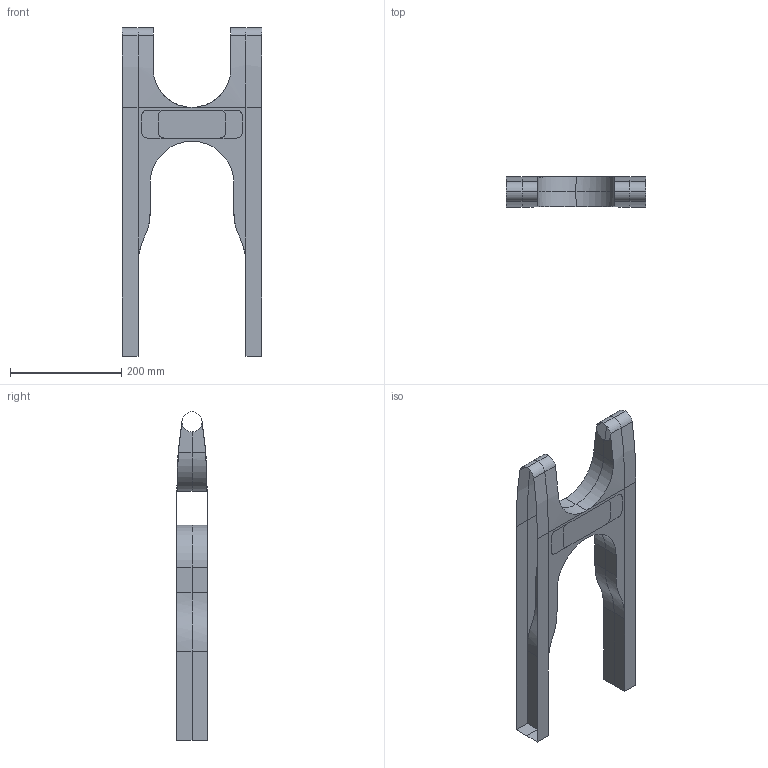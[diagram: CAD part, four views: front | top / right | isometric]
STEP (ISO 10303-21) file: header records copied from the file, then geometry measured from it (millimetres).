
FILE_DESCRIPTION (( 'STEP AP214' ), '1' );
FILE_NAME ('ver_5.STEP', '2020-09-10T18:17:14', ( '' ), ( '' ), 'SwSTEP 2.0', 'SolidWorks 2020', '' );
FILE_SCHEMA (( 'AUTOMOTIVE_DESIGN' ));
Length unit declared in the file: millimetre
Products named in the file (1): ver_5
Bounding box: 250 x 54 x 590 mm (x, y, z)
Surface area: 197040.3 mm2 (no closed solid volume)
Topology: 0 solids, 1 shells, 51 faces, 135 edges, 83 vertices
Faces by surface type: plane 25, cylinder 14, bspline 12
Entity records: 1775 total; most frequent: CARTESIAN_POINT 568, ORIENTED_EDGE 246, DIRECTION 222, EDGE_CURVE 135, LINE 84, VECTOR 84, VERTEX_POINT 83, AXIS2_PLACEMENT_3D 69
